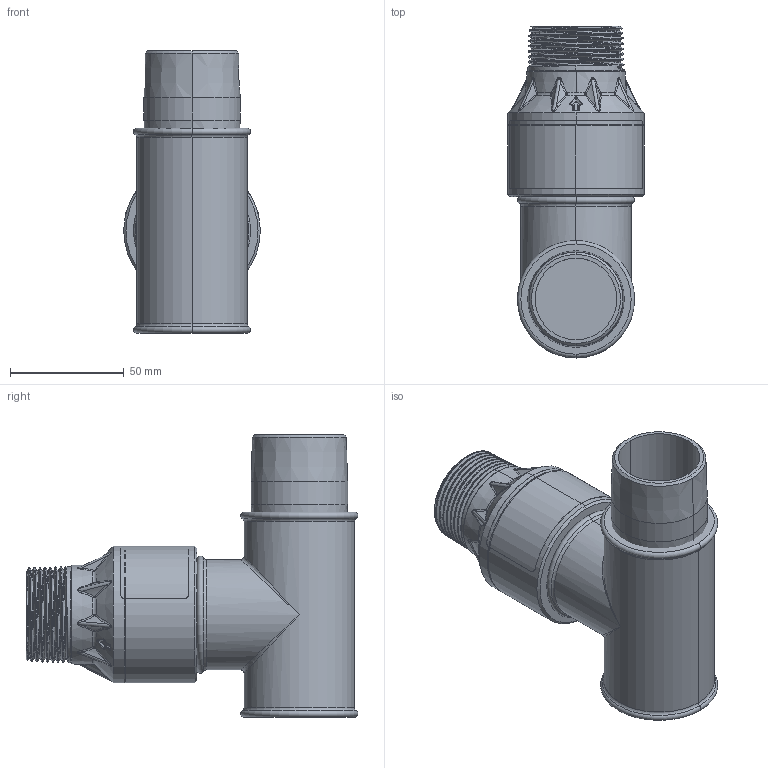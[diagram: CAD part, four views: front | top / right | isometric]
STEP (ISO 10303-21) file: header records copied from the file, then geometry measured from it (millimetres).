
FILE_DESCRIPTION((''),'2;1');
FILE_NAME('400-00118-DS_ASM','2023-02-22T',('wgehrig'),('vacuvane vacuum technology gmbh'),'CREO PARAMETRIC BY PTC INC, 2018360','CREO PARAMETRIC BY PTC INC, 2018360','');
FILE_SCHEMA(('CONFIG_CONTROL_DESIGN'));
Length unit declared in the file: millimetre
Products named in the file (10): 000-00220-DS; 000-00254-DS; MU-ISO10511-M6_1_1; MU-ISO10511-M6_1_2; MU-ISO10511-M6_1_ASM; 400-00086-A-DS; 505-00002-LAYOUT-AAC01125_AF1_1; 400-00085-A-DS; 400-0009X-DS_ASM; 400-00118-DS_ASM
Assembly tree (9 placements, depth 4):
  400-00118-DS_ASM
    000-00220-DS
    000-00254-DS
    400-0009X-DS_ASM
      MU-ISO10511-M6_1_ASM
        MU-ISO10511-M6_1_1
        MU-ISO10511-M6_1_2
      400-00086-A-DS
      505-00002-LAYOUT-AAC01125_AF1_1
      400-00085-A-DS
Bounding box: 60 x 145.73 x 124 mm (x, y, z)
Volume: 366707 mm3; surface area: 81805.8 mm2
Topology: 7 solids, 8 shells, 644 faces, 1550 edges, 912 vertices
Faces by surface type: bspline 253, cylinder 141, cone 99, plane 85, torus 49, sphere 15, extrusion 2
Entity records: 57778 total; most frequent: CARTESIAN_POINT 44952, ORIENTED_EDGE 3070, DIRECTION 2011, EDGE_CURVE 1535, VERTEX_POINT 912, AXIS2_PLACEMENT_3D 839, B_SPLINE_CURVE_WITH_KNOTS 781, EDGE_LOOP 665
